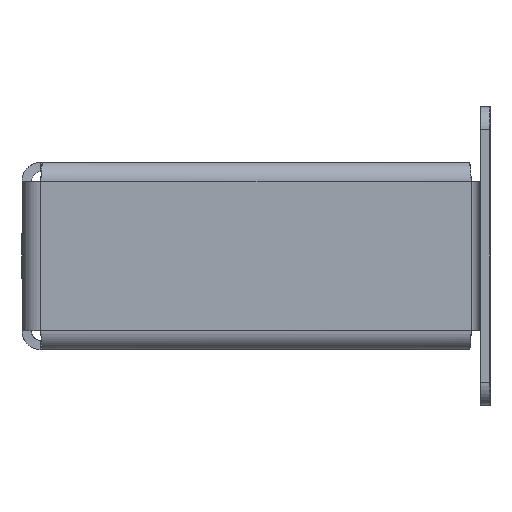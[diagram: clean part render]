
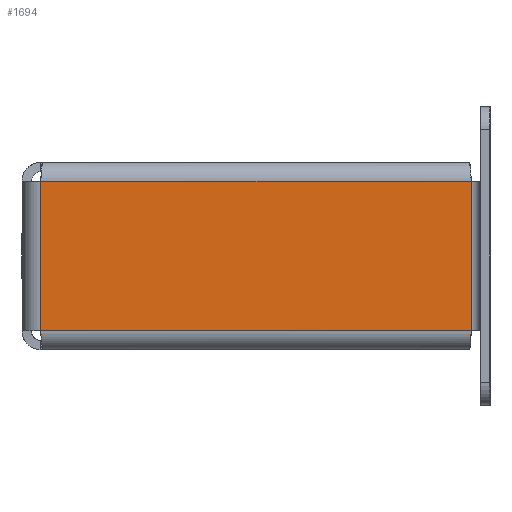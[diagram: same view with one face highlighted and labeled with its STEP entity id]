
A CAD part, left-side view. The second image highlights one B-rep face of the part: STEP entity #1694.
In plain terms, the highlighted planar face has unit normal (-1, 0, 0).
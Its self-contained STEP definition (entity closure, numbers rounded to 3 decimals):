
#60 = AXIS2_PLACEMENT_3D ( 'NONE', #4703, #5181, #4616 ) ;
#470 = VERTEX_POINT ( 'NONE', #1392 ) ;
#595 = DIRECTION ( 'NONE',  ( 0., 0., 1. ) ) ;
#1114 = CARTESIAN_POINT ( 'NONE',  ( -251., -4., -16. ) ) ;
#1124 = VERTEX_POINT ( 'NONE', #3036 ) ;
#1392 = CARTESIAN_POINT ( 'NONE',  ( -251., -4., 16. ) ) ;
#1423 = VECTOR ( 'NONE', #595, 1000. ) ;
#1428 = FACE_OUTER_BOUND ( 'NONE', #5393, .T. ) ;
#1584 = DIRECTION ( 'NONE',  ( 0., -1., 0. ) ) ;
#1694 = ADVANCED_FACE ( 'NONE', ( #1428 ), #4642, .F. ) ;
#1803 = EDGE_CURVE ( 'NONE', #3546, #470, #2950, .T. ) ;
#1912 = VECTOR ( 'NONE', #1584, 1000. ) ;
#2634 = ORIENTED_EDGE ( 'NONE', *, *, #3503, .T. ) ;
#2894 = VECTOR ( 'NONE', #4915, 1000. ) ;
#2908 = CARTESIAN_POINT ( 'NONE',  ( -251., -4., -16. ) ) ;
#2950 = LINE ( 'NONE', #4761, #1423 ) ;
#3036 = CARTESIAN_POINT ( 'NONE',  ( -251., -96., -16. ) ) ;
#3114 = LINE ( 'NONE', #1114, #1912 ) ;
#3315 = DIRECTION ( 'NONE',  ( 0., 1., 0. ) ) ;
#3503 = EDGE_CURVE ( 'NONE', #4860, #470, #5129, .T. ) ;
#3546 = VERTEX_POINT ( 'NONE', #2908 ) ;
#4000 = EDGE_CURVE ( 'NONE', #3546, #1124, #3114, .T. ) ;
#4036 = EDGE_CURVE ( 'NONE', #4860, #1124, #5429, .T. ) ;
#4246 = ORIENTED_EDGE ( 'NONE', *, *, #4000, .T. ) ;
#4616 = DIRECTION ( 'NONE',  ( 0., 1., 0. ) ) ;
#4642 = PLANE ( 'NONE',  #60 ) ;
#4689 = CARTESIAN_POINT ( 'NONE',  ( -251., -96., 16. ) ) ;
#4703 = CARTESIAN_POINT ( 'NONE',  ( -251., 0., 0. ) ) ;
#4761 = CARTESIAN_POINT ( 'NONE',  ( -251., -4., 20. ) ) ;
#4860 = VERTEX_POINT ( 'NONE', #4864 ) ;
#4864 = CARTESIAN_POINT ( 'NONE',  ( -251., -96., 16. ) ) ;
#4915 = DIRECTION ( 'NONE',  ( 0., 0., -1. ) ) ;
#5129 = LINE ( 'NONE', #4689, #6032 ) ;
#5181 = DIRECTION ( 'NONE',  ( 1., 0., 0. ) ) ;
#5393 = EDGE_LOOP ( 'NONE', ( #6053, #2634, #5975, #4246 ) ) ;
#5398 = CARTESIAN_POINT ( 'NONE',  ( -251., -96., 16. ) ) ;
#5429 = LINE ( 'NONE', #5398, #2894 ) ;
#5975 = ORIENTED_EDGE ( 'NONE', *, *, #1803, .F. ) ;
#6032 = VECTOR ( 'NONE', #3315, 1000. ) ;
#6053 = ORIENTED_EDGE ( 'NONE', *, *, #4036, .F. ) ;
